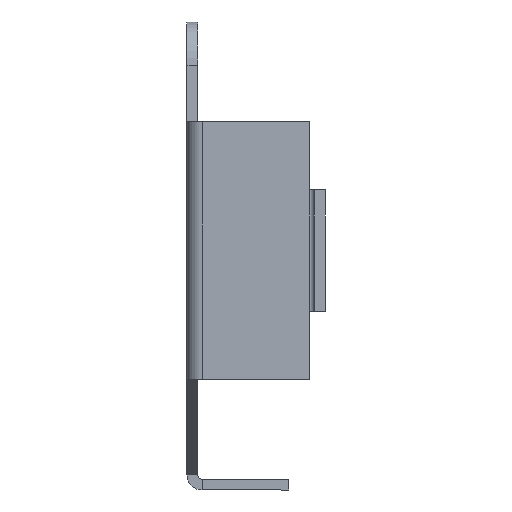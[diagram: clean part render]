
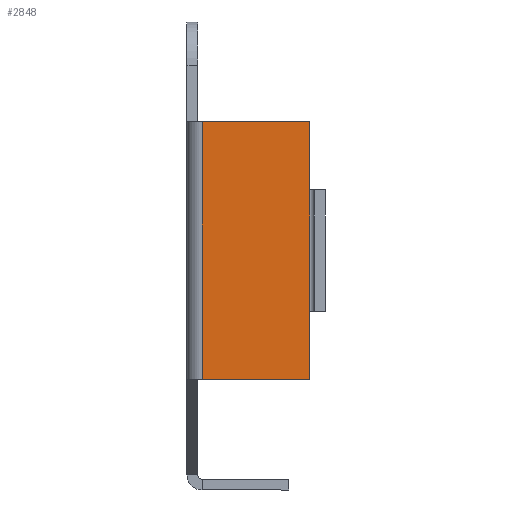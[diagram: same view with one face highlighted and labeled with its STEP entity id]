
A CAD part, left-side view. The second image highlights one B-rep face of the part: STEP entity #2848.
In plain terms, the highlighted planar face has unit normal (-1, 0, 0).
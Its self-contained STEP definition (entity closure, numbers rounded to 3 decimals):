
#96 = VECTOR ( 'NONE', #1764, 1000. ) ;
#148 = VERTEX_POINT ( 'NONE', #2525 ) ;
#159 = FACE_OUTER_BOUND ( 'NONE', #1226, .T. ) ;
#180 = EDGE_CURVE ( 'NONE', #1322, #2692, #2389, .T. ) ;
#400 = ORIENTED_EDGE ( 'NONE', *, *, #180, .F. ) ;
#417 = ORIENTED_EDGE ( 'NONE', *, *, #1245, .F. ) ;
#448 = CARTESIAN_POINT ( 'NONE',  ( -5.865, 0., 0. ) ) ;
#477 = EDGE_CURVE ( 'NONE', #2356, #1322, #1014, .T. ) ;
#627 = CARTESIAN_POINT ( 'NONE',  ( -5.865, 0., -2.84 ) ) ;
#637 = ORIENTED_EDGE ( 'NONE', *, *, #2825, .F. ) ;
#869 = CARTESIAN_POINT ( 'NONE',  ( -5.865, 2.83, 3.09 ) ) ;
#895 = VECTOR ( 'NONE', #1836, 1000. ) ;
#912 = DIRECTION ( 'NONE',  ( 0., -1., 0. ) ) ;
#937 = CARTESIAN_POINT ( 'NONE',  ( -5.865, 0.35, 2.305 ) ) ;
#940 = DIRECTION ( 'NONE',  ( 0., 0., -1. ) ) ;
#985 = CARTESIAN_POINT ( 'NONE',  ( -5.865, 0.35, 1.52 ) ) ;
#1014 = LINE ( 'NONE', #937, #895 ) ;
#1063 = CARTESIAN_POINT ( 'NONE',  ( -5.865, 0.35, -1.27 ) ) ;
#1119 = VECTOR ( 'NONE', #912, 1000. ) ;
#1213 = CARTESIAN_POINT ( 'NONE',  ( -5.865, 0.35, -2.055 ) ) ;
#1226 = EDGE_LOOP ( 'NONE', ( #1747, #400, #2724, #417, #1716, #637 ) ) ;
#1245 = EDGE_CURVE ( 'NONE', #1729, #2356, #1680, .T. ) ;
#1322 = VERTEX_POINT ( 'NONE', #985 ) ;
#1486 = CARTESIAN_POINT ( 'NONE',  ( -5.865, 2.83, 3.09 ) ) ;
#1520 = LINE ( 'NONE', #1486, #2723 ) ;
#1596 = CARTESIAN_POINT ( 'NONE',  ( -5.865, 0.35, 1.52 ) ) ;
#1680 = LINE ( 'NONE', #2499, #1119 ) ;
#1716 = ORIENTED_EDGE ( 'NONE', *, *, #2657, .F. ) ;
#1719 = VERTEX_POINT ( 'NONE', #2611 ) ;
#1729 = VERTEX_POINT ( 'NONE', #869 ) ;
#1747 = ORIENTED_EDGE ( 'NONE', *, *, #1997, .F. ) ;
#1763 = LINE ( 'NONE', #627, #96 ) ;
#1764 = DIRECTION ( 'NONE',  ( 0., 1., 0. ) ) ;
#1836 = DIRECTION ( 'NONE',  ( 0., 0., -1. ) ) ;
#1938 = LINE ( 'NONE', #1213, #2463 ) ;
#1997 = EDGE_CURVE ( 'NONE', #2692, #148, #1938, .T. ) ;
#2023 = PLANE ( 'NONE',  #2157 ) ;
#2066 = CARTESIAN_POINT ( 'NONE',  ( -5.865, 0.35, 3.09 ) ) ;
#2121 = DIRECTION ( 'NONE',  ( 0., 0., -1. ) ) ;
#2157 = AXIS2_PLACEMENT_3D ( 'NONE', #448, #2680, #2230 ) ;
#2230 = DIRECTION ( 'NONE',  ( 0., 1., 0. ) ) ;
#2356 = VERTEX_POINT ( 'NONE', #2066 ) ;
#2389 = LINE ( 'NONE', #1596, #2632 ) ;
#2463 = VECTOR ( 'NONE', #2121, 1000. ) ;
#2499 = CARTESIAN_POINT ( 'NONE',  ( -5.865, 2.93, 3.09 ) ) ;
#2525 = CARTESIAN_POINT ( 'NONE',  ( -5.865, 0.35, -2.84 ) ) ;
#2611 = CARTESIAN_POINT ( 'NONE',  ( -5.865, 2.83, -2.84 ) ) ;
#2632 = VECTOR ( 'NONE', #940, 1000. ) ;
#2657 = EDGE_CURVE ( 'NONE', #1719, #1729, #1520, .T. ) ;
#2680 = DIRECTION ( 'NONE',  ( 1., 0., 0. ) ) ;
#2692 = VERTEX_POINT ( 'NONE', #1063 ) ;
#2723 = VECTOR ( 'NONE', #2835, 1000. ) ;
#2724 = ORIENTED_EDGE ( 'NONE', *, *, #477, .F. ) ;
#2825 = EDGE_CURVE ( 'NONE', #148, #1719, #1763, .T. ) ;
#2835 = DIRECTION ( 'NONE',  ( 0., 0., 1. ) ) ;
#2848 = ADVANCED_FACE ( 'NONE', ( #159 ), #2023, .F. ) ;
